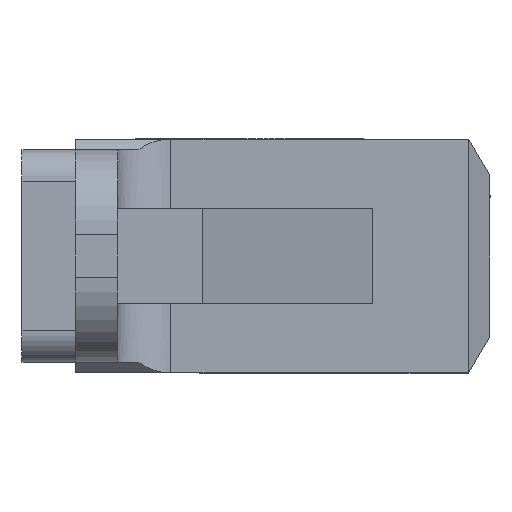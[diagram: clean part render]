
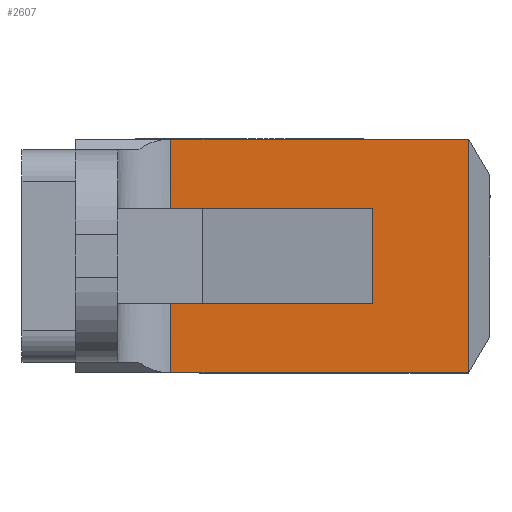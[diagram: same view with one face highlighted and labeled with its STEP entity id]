
A CAD part, left-side view. The second image highlights one B-rep face of the part: STEP entity #2607.
In plain terms, the highlighted planar face has unit normal (-1, 0, 0).
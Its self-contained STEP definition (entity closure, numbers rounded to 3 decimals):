
#3 = CARTESIAN_POINT ( 'NONE',  ( -13.443, 13.053, 22. ) ) ;
#44 = EDGE_CURVE ( 'NONE', #360, #2161, #273, .T. ) ;
#173 = CARTESIAN_POINT ( 'NONE',  ( -13.443, 13.053, 15.5 ) ) ;
#190 = CARTESIAN_POINT ( 'NONE',  ( -13.443, -14.947, 15.5 ) ) ;
#218 = DIRECTION ( 'NONE',  ( 0., -1., 0. ) ) ;
#233 = CARTESIAN_POINT ( 'NONE',  ( -13.443, -14.947, 22. ) ) ;
#273 = LINE ( 'NONE', #1774, #1679 ) ;
#301 = CARTESIAN_POINT ( 'NONE',  ( -13.443, -14.947, 0. ) ) ;
#356 = ORIENTED_EDGE ( 'NONE', *, *, #44, .F. ) ;
#360 = VERTEX_POINT ( 'NONE', #2273 ) ;
#367 = DIRECTION ( 'NONE',  ( 0., 0., 1. ) ) ;
#375 = CARTESIAN_POINT ( 'NONE',  ( -13.443, 13.053, 15.5 ) ) ;
#401 = EDGE_LOOP ( 'NONE', ( #1166, #499, #825, #1134, #1463, #356, #2622, #1132 ) ) ;
#444 = EDGE_CURVE ( 'NONE', #2161, #1758, #843, .T. ) ;
#461 = FACE_OUTER_BOUND ( 'NONE', #401, .T. ) ;
#477 = AXIS2_PLACEMENT_3D ( 'NONE', #2143, #899, #1743 ) ;
#499 = ORIENTED_EDGE ( 'NONE', *, *, #2060, .T. ) ;
#574 = LINE ( 'NONE', #190, #1626 ) ;
#614 = VECTOR ( 'NONE', #2715, 1000. ) ;
#701 = VERTEX_POINT ( 'NONE', #1238 ) ;
#791 = LINE ( 'NONE', #1037, #945 ) ;
#820 = DIRECTION ( 'NONE',  ( 0., 1., 0. ) ) ;
#825 = ORIENTED_EDGE ( 'NONE', *, *, #1822, .T. ) ;
#843 = LINE ( 'NONE', #173, #2697 ) ;
#893 = EDGE_CURVE ( 'NONE', #701, #1122, #2593, .T. ) ;
#899 = DIRECTION ( 'NONE',  ( 1., 0., 0. ) ) ;
#915 = DIRECTION ( 'NONE',  ( 0., 0., 1. ) ) ;
#945 = VECTOR ( 'NONE', #218, 1000. ) ;
#1037 = CARTESIAN_POINT ( 'NONE',  ( -13.443, 13.053, 0. ) ) ;
#1122 = VERTEX_POINT ( 'NONE', #2507 ) ;
#1132 = ORIENTED_EDGE ( 'NONE', *, *, #893, .T. ) ;
#1134 = ORIENTED_EDGE ( 'NONE', *, *, #1928, .F. ) ;
#1166 = ORIENTED_EDGE ( 'NONE', *, *, #1565, .T. ) ;
#1206 = CARTESIAN_POINT ( 'NONE',  ( -13.443, 13.053, 22. ) ) ;
#1238 = CARTESIAN_POINT ( 'NONE',  ( -13.443, 13.053, 6.5 ) ) ;
#1304 = PLANE ( 'NONE',  #477 ) ;
#1463 = ORIENTED_EDGE ( 'NONE', *, *, #444, .F. ) ;
#1501 = VERTEX_POINT ( 'NONE', #1206 ) ;
#1502 = CARTESIAN_POINT ( 'NONE',  ( -13.443, -5.947, 15.5 ) ) ;
#1523 = CARTESIAN_POINT ( 'NONE',  ( -13.443, 13.053, 6.5 ) ) ;
#1565 = EDGE_CURVE ( 'NONE', #1122, #1700, #791, .T. ) ;
#1587 = EDGE_CURVE ( 'NONE', #701, #360, #2534, .T. ) ;
#1626 = VECTOR ( 'NONE', #367, 1000. ) ;
#1634 = DIRECTION ( 'NONE',  ( 0., -1., 0. ) ) ;
#1679 = VECTOR ( 'NONE', #915, 1000. ) ;
#1700 = VERTEX_POINT ( 'NONE', #301 ) ;
#1743 = DIRECTION ( 'NONE',  ( 0., 1., 0. ) ) ;
#1758 = VERTEX_POINT ( 'NONE', #2205 ) ;
#1774 = CARTESIAN_POINT ( 'NONE',  ( -13.443, -5.947, 0. ) ) ;
#1822 = EDGE_CURVE ( 'NONE', #2588, #1501, #2523, .T. ) ;
#1866 = DIRECTION ( 'NONE',  ( 0., 1., 0. ) ) ;
#1898 = VECTOR ( 'NONE', #2406, 1000. ) ;
#1928 = EDGE_CURVE ( 'NONE', #1758, #1501, #2263, .T. ) ;
#2060 = EDGE_CURVE ( 'NONE', #1700, #2588, #574, .T. ) ;
#2143 = CARTESIAN_POINT ( 'NONE',  ( -13.443, 13.053, 15.5 ) ) ;
#2161 = VERTEX_POINT ( 'NONE', #1502 ) ;
#2205 = CARTESIAN_POINT ( 'NONE',  ( -13.443, 13.053, 15.5 ) ) ;
#2263 = LINE ( 'NONE', #375, #614 ) ;
#2273 = CARTESIAN_POINT ( 'NONE',  ( -13.443, -5.947, 6.5 ) ) ;
#2312 = VECTOR ( 'NONE', #820, 1000. ) ;
#2400 = VECTOR ( 'NONE', #1634, 1000. ) ;
#2406 = DIRECTION ( 'NONE',  ( 0., 0., -1. ) ) ;
#2507 = CARTESIAN_POINT ( 'NONE',  ( -13.443, 13.053, 0. ) ) ;
#2523 = LINE ( 'NONE', #3, #2312 ) ;
#2534 = LINE ( 'NONE', #2714, #2400 ) ;
#2588 = VERTEX_POINT ( 'NONE', #233 ) ;
#2593 = LINE ( 'NONE', #1523, #1898 ) ;
#2607 = ADVANCED_FACE ( 'NONE', ( #461 ), #1304, .F. ) ;
#2622 = ORIENTED_EDGE ( 'NONE', *, *, #1587, .F. ) ;
#2697 = VECTOR ( 'NONE', #1866, 1000. ) ;
#2714 = CARTESIAN_POINT ( 'NONE',  ( -13.443, 13.053, 6.5 ) ) ;
#2715 = DIRECTION ( 'NONE',  ( 0., 0., 1. ) ) ;
